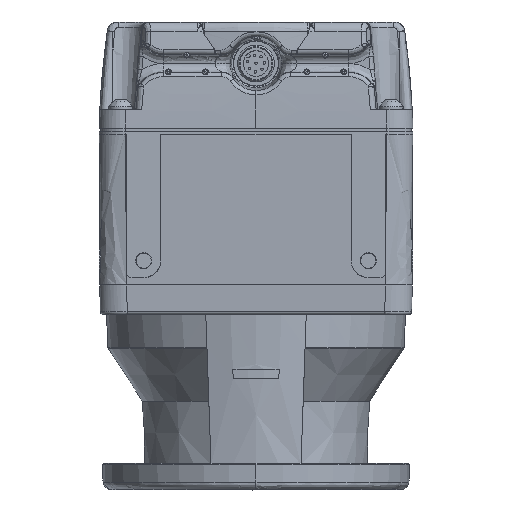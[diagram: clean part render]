
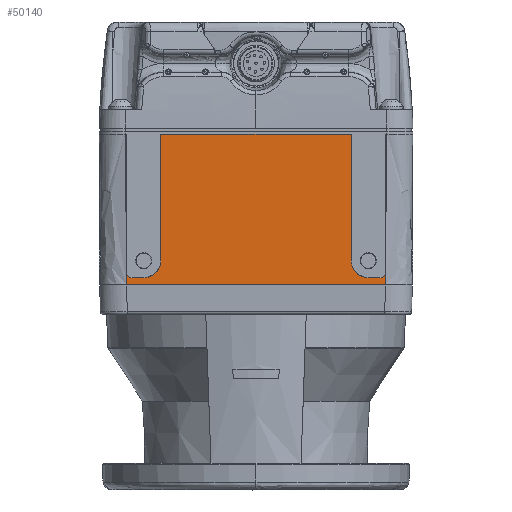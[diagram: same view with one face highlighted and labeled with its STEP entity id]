
A CAD part, left-side view. The second image highlights one B-rep face of the part: STEP entity #50140.
In plain terms, the highlighted face is planar.
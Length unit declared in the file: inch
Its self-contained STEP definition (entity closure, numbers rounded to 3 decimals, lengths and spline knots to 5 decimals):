
#1616 = CARTESIAN_POINT ( 'NONE',  ( 1.36221, -1.66077, 0.01388 ) ) ;
#3123 = VERTEX_POINT ( 'NONE', #90090 ) ;
#3468 = DIRECTION ( 'NONE',  ( -1., 0., -0.026 ) ) ;
#4075 = ORIENTED_EDGE ( 'NONE', *, *, #61391, .T. ) ;
#5155 = CARTESIAN_POINT ( 'NONE',  ( 1.91339, 1.61417, 0.0283 ) ) ;
#6408 = CARTESIAN_POINT ( 'NONE',  ( 1.82369, 1.22047, 0.02595 ) ) ;
#6473 = VECTOR ( 'NONE', #53721, 39.37008 ) ;
#8215 = CARTESIAN_POINT ( 'NONE',  ( 1.82369, -1.22047, 0.02595 ) ) ;
#8468 = DIRECTION ( 'NONE',  ( -1., 0., -0.026 ) ) ;
#8860 = EDGE_CURVE ( 'NONE', #52441, #49098, #44703, .T. ) ;
#9131 = LINE ( 'NONE', #36146, #40397 ) ;
#9166 = ORIENTED_EDGE ( 'NONE', *, *, #66120, .T. ) ;
#9225 = EDGE_CURVE ( 'NONE', #87619, #55273, #33333, .T. ) ;
#9419 = CARTESIAN_POINT ( 'NONE',  ( 0.07874, 0., -0.01969 ) ) ;
#10288 = LINE ( 'NONE', #59314, #49770 ) ;
#10770 = DIRECTION ( 'NONE',  ( 0., -1., 0. ) ) ;
#10845 = VECTOR ( 'NONE', #90589, 39.37008 ) ;
#11535 = ORIENTED_EDGE ( 'NONE', *, *, #57792, .T. ) ;
#11748 = CARTESIAN_POINT ( 'NONE',  ( 0.72047, 1.66793, -0.0029 ) ) ;
#11783 = LINE ( 'NONE', #88233, #73495 ) ;
#12757 = VERTEX_POINT ( 'NONE', #25275 ) ;
#14620 = CARTESIAN_POINT ( 'NONE',  ( 1.69685, -1.22047, 0.02263 ) ) ;
#14986 = EDGE_CURVE ( 'NONE', #39214, #44392, #76447, .T. ) ;
#15655 = VECTOR ( 'NONE', #10770, 39.37008 ) ;
#16714 = CARTESIAN_POINT ( 'NONE',  ( 0.72047, -1.66793, -0.0029 ) ) ;
#16855 = CARTESIAN_POINT ( 'NONE',  ( 2.00395, 1.65361, 0.03071 ) ) ;
#17261 = CARTESIAN_POINT ( 'NONE',  ( 1.91536, -1.61418, 0.02835 ) ) ;
#18618 = CARTESIAN_POINT ( 'NONE',  ( 0.07874, -1.6751, -0.01969 ) ) ;
#20943 = ORIENTED_EDGE ( 'NONE', *, *, #34719, .T. ) ;
#21466 = CARTESIAN_POINT ( 'NONE',  ( 2.00394, -1.65354, 0.03067 ) ) ;
#21777 = VECTOR ( 'NONE', #53476, 39.37008 ) ;
#21869 = EDGE_CURVE ( 'NONE', #82821, #73242, #9131, .T. ) ;
#21898 = VERTEX_POINT ( 'NONE', #70491 ) ;
#23119 = CARTESIAN_POINT ( 'NONE',  ( 2.00394, 1.65354, 0.03067 ) ) ;
#23148 = LINE ( 'NONE', #9419, #64294 ) ;
#23361 = VERTEX_POINT ( 'NONE', #62947 ) ;
#23803 = ORIENTED_EDGE ( 'NONE', *, *, #38520, .T. ) ;
#23946 = ORIENTED_EDGE ( 'NONE', *, *, #14986, .T. ) ;
#24851 = ORIENTED_EDGE ( 'NONE', *, *, #9225, .T. ) ;
#25275 = CARTESIAN_POINT ( 'NONE',  ( 1.91339, -1.43701, 0.0283 ) ) ;
#25534 = DIRECTION ( 'NONE',  ( 0.703, 0.711, 0.018 ) ) ;
#25644 = CARTESIAN_POINT ( 'NONE',  ( 2.00395, 3.19767, 0.03067 ) ) ;
#25852 = DIRECTION ( 'NONE',  ( 0.026, 0., -1. ) ) ;
#26493 = EDGE_LOOP ( 'NONE', ( #40931, #81905, #68154, #50886, #43659, #23803, #11535, #9166, #24851, #4075, #32087, #31033, #33965, #23946, #20943, #49431 ) ) ;
#28368 = AXIS2_PLACEMENT_3D ( 'NONE', #87664, #25852, #3468 ) ;
#30851 = VERTEX_POINT ( 'NONE', #86207 ) ;
#31005 = CARTESIAN_POINT ( 'NONE',  ( 0.07874, -1.65354, -0.01969 ) ) ;
#31033 = ORIENTED_EDGE ( 'NONE', *, *, #39810, .T. ) ;
#31076 = CARTESIAN_POINT ( 'NONE',  ( 1.91536, -1.61418, 0.02835 ) ) ;
#31844 = FACE_OUTER_BOUND ( 'NONE', #26493, .T. ) ;
#32087 = ORIENTED_EDGE ( 'NONE', *, *, #63814, .T. ) ;
#32891 = CARTESIAN_POINT ( 'NONE',  ( 2.00394, -1.22047, 0.03067 ) ) ;
#33333 = LINE ( 'NONE', #32891, #59567 ) ;
#33881 = CARTESIAN_POINT ( 'NONE',  ( 1.69685, 1.22047, 0.02263 ) ) ;
#33965 = ORIENTED_EDGE ( 'NONE', *, *, #51531, .T. ) ;
#34719 = EDGE_CURVE ( 'NONE', #44392, #49098, #71211, .T. ) ;
#36146 = CARTESIAN_POINT ( 'NONE',  ( 0.07874, 0., -0.01969 ) ) ;
#36217 = CARTESIAN_POINT ( 'NONE',  ( 1.87402, 1.65354, 0.02727 ) ) ;
#38265 = PLANE ( 'NONE',  #28368 ) ;
#38520 = EDGE_CURVE ( 'NONE', #30851, #40534, #11783, .T. ) ;
#39214 = VERTEX_POINT ( 'NONE', #5155 ) ;
#39810 = EDGE_CURVE ( 'NONE', #21898, #23361, #81619, .T. ) ;
#40175 = LINE ( 'NONE', #31076, #21777 ) ;
#40397 = VECTOR ( 'NONE', #63631, 39.37008 ) ;
#40534 = VERTEX_POINT ( 'NONE', #17261 ) ;
#40748 = CARTESIAN_POINT ( 'NONE',  ( 1.91339, 1.43701, 0.0283 ) ) ;
#40931 = ORIENTED_EDGE ( 'NONE', *, *, #82833, .F. ) ;
#42568 = CARTESIAN_POINT ( 'NONE',  ( 1.91339, -1.31016, 0.0283 ) ) ;
#43659 = ORIENTED_EDGE ( 'NONE', *, *, #78893, .T. ) ;
#44392 = VERTEX_POINT ( 'NONE', #36217 ) ;
#44663 = CARTESIAN_POINT ( 'NONE',  ( 2.00394, -1.6536, 0.03067 ) ) ;
#44703 = LINE ( 'NONE', #59342, #15655 ) ;
#45647 = CARTESIAN_POINT ( 'NONE',  ( 0.07874, 1.22047, -0.01969 ) ) ;
#47376 = CARTESIAN_POINT ( 'NONE',  ( 0.07874, 1.65354, -0.01969 ) ) ;
#48544 = CARTESIAN_POINT ( 'NONE',  ( 1.91339, 1.31016, 0.0283 ) ) ;
#49098 = VERTEX_POINT ( 'NONE', #47376 ) ;
#49408 = CARTESIAN_POINT ( 'NONE',  ( 2.00395, 1.65361, 0.03071 ) ) ;
#49425 = DIRECTION ( 'NONE',  ( 1., 0., 0.026 ) ) ;
#49431 = ORIENTED_EDGE ( 'NONE', *, *, #8860, .F. ) ;
#49440 = VERTEX_POINT ( 'NONE', #49408 ) ;
#49770 = VECTOR ( 'NONE', #87626, 39.37008 ) ;
#50140 = ADVANCED_FACE ( 'NONE', ( #31844 ), #38265, .T. ) ;
#50886 = ORIENTED_EDGE ( 'NONE', *, *, #21869, .T. ) ;
#51109 = DIRECTION ( 'NONE',  ( 0., 1., 0. ) ) ;
#51531 = EDGE_CURVE ( 'NONE', #23361, #39214, #75214, .T. ) ;
#52441 = VERTEX_POINT ( 'NONE', #59948 ) ;
#52907 = VERTEX_POINT ( 'NONE', #45647 ) ;
#53476 = DIRECTION ( 'NONE',  ( -0.011, 1., 0. ) ) ;
#53721 = DIRECTION ( 'NONE',  ( 0., 1., 0. ) ) ;
#55273 = VERTEX_POINT ( 'NONE', #62073 ) ;
#55405 = VECTOR ( 'NONE', #73744, 39.37008 ) ;
#57132 = VECTOR ( 'NONE', #49425, 39.37008 ) ;
#57792 = EDGE_CURVE ( 'NONE', #40534, #12757, #40175, .T. ) ;
#58326 = EDGE_CURVE ( 'NONE', #49440, #3123, #89246, .T. ) ;
#58807 = B_SPLINE_CURVE_WITH_KNOTS ( 'NONE', 3,
 ( #16855, #74474, #11748, #67609 ),
 .UNSPECIFIED., .F., .F.,
 ( 4, 4 ),
 ( 0., 1. ),
 .UNSPECIFIED. ) ;
#59314 = CARTESIAN_POINT ( 'NONE',  ( 2.00394, 1.22047, 0.03067 ) ) ;
#59342 = CARTESIAN_POINT ( 'NONE',  ( 0.07874, 1.6751, -0.01969 ) ) ;
#59567 = VECTOR ( 'NONE', #60833, 39.37008 ) ;
#59948 = CARTESIAN_POINT ( 'NONE',  ( 0.07874, 1.6751, -0.01969 ) ) ;
#60833 = DIRECTION ( 'NONE',  ( -1., 0., -0.026 ) ) ;
#61391 = EDGE_CURVE ( 'NONE', #55273, #52907, #23148, .T. ) ;
#62073 = CARTESIAN_POINT ( 'NONE',  ( 0.07874, -1.22047, -0.01969 ) ) ;
#62947 = CARTESIAN_POINT ( 'NONE',  ( 1.91339, 1.43701, 0.0283 ) ) ;
#63614 = LINE ( 'NONE', #21466, #57132 ) ;
#63631 = DIRECTION ( 'NONE',  ( 0., 1., 0. ) ) ;
#63814 = EDGE_CURVE ( 'NONE', #52907, #21898, #10288, .T. ) ;
#64090 = CARTESIAN_POINT ( 'NONE',  ( 1.91339, -1.43701, 0.0283 ) ) ;
#64294 = VECTOR ( 'NONE', #51109, 39.37008 ) ;
#66120 = EDGE_CURVE ( 'NONE', #12757, #87619, #80051, .T. ) ;
#67609 = CARTESIAN_POINT ( 'NONE',  ( 0.07874, 1.6751, -0.01969 ) ) ;
#68154 = ORIENTED_EDGE ( 'NONE', *, *, #74209, .F. ) ;
#70469 = CARTESIAN_POINT ( 'NONE',  ( 1.91339, 1.61417, 0.0283 ) ) ;
#70491 = CARTESIAN_POINT ( 'NONE',  ( 1.69685, 1.22047, 0.02263 ) ) ;
#71211 = LINE ( 'NONE', #23119, #71937 ) ;
#71219 = CARTESIAN_POINT ( 'NONE',  ( 0.07874, -1.6751, -0.01969 ) ) ;
#71937 = VECTOR ( 'NONE', #8468, 39.37008 ) ;
#72524 = B_SPLINE_CURVE_WITH_KNOTS ( 'NONE', 3,
 ( #71219, #16714, #1616, #44663 ),
 .UNSPECIFIED., .F., .F.,
 ( 4, 4 ),
 ( 0., 1. ),
 .UNSPECIFIED. ) ;
#73242 = VERTEX_POINT ( 'NONE', #31005 ) ;
#73495 = VECTOR ( 'NONE', #25534, 39.37008 ) ;
#73744 = DIRECTION ( 'NONE',  ( 0., -1., 0. ) ) ;
#74209 = EDGE_CURVE ( 'NONE', #82821, #3123, #72524, .T. ) ;
#74474 = CARTESIAN_POINT ( 'NONE',  ( 1.36221, 1.66077, 0.01388 ) ) ;
#75214 = LINE ( 'NONE', #82517, #6473 ) ;
#76447 = LINE ( 'NONE', #70469, #10845 ) ;
#77053 = CARTESIAN_POINT ( 'NONE',  ( 1.69685, -1.22047, 0.02263 ) ) ;
#78893 = EDGE_CURVE ( 'NONE', #73242, #30851, #63614, .T. ) ;
#80051 =( BOUNDED_CURVE ( )  B_SPLINE_CURVE ( 3, ( #64090, #42568, #8215, #14620 ),
 .UNSPECIFIED., .F., .T. ) 
 B_SPLINE_CURVE_WITH_KNOTS ( ( 4, 4 ),
 ( 3.14159, 4.71239 ),
 .UNSPECIFIED. ) 
 CURVE ( )  GEOMETRIC_REPRESENTATION_ITEM ( )  RATIONAL_B_SPLINE_CURVE ( ( 1., 0.805, 0.805, 1. ) ) 
 REPRESENTATION_ITEM ( '' )  );
#81619 =( BOUNDED_CURVE ( )  B_SPLINE_CURVE ( 3, ( #33881, #6408, #48544, #40748 ),
 .UNSPECIFIED., .F., .F. ) 
 B_SPLINE_CURVE_WITH_KNOTS ( ( 4, 4 ),
 ( 1.5708, 3.14159 ),
 .UNSPECIFIED. ) 
 CURVE ( )  GEOMETRIC_REPRESENTATION_ITEM ( )  RATIONAL_B_SPLINE_CURVE ( ( 1., 0.805, 0.805, 1. ) ) 
 REPRESENTATION_ITEM ( '' )  );
#81905 = ORIENTED_EDGE ( 'NONE', *, *, #58326, .T. ) ;
#82517 = CARTESIAN_POINT ( 'NONE',  ( 1.91339, 0., 0.0283 ) ) ;
#82821 = VERTEX_POINT ( 'NONE', #18618 ) ;
#82833 = EDGE_CURVE ( 'NONE', #49440, #52441, #58807, .T. ) ;
#86207 = CARTESIAN_POINT ( 'NONE',  ( 1.87643, -1.65354, 0.02733 ) ) ;
#87619 = VERTEX_POINT ( 'NONE', #77053 ) ;
#87626 = DIRECTION ( 'NONE',  ( 1., 0., 0.026 ) ) ;
#87664 = CARTESIAN_POINT ( 'NONE',  ( 2.00394, 0., 0.03067 ) ) ;
#88233 = CARTESIAN_POINT ( 'NONE',  ( 1.87643, -1.65354, 0.02733 ) ) ;
#89246 = LINE ( 'NONE', #25644, #55405 ) ;
#90090 = CARTESIAN_POINT ( 'NONE',  ( 2.00394, -1.6536, 0.03067 ) ) ;
#90589 = DIRECTION ( 'NONE',  ( -0.707, 0.707, -0.018 ) ) ;
